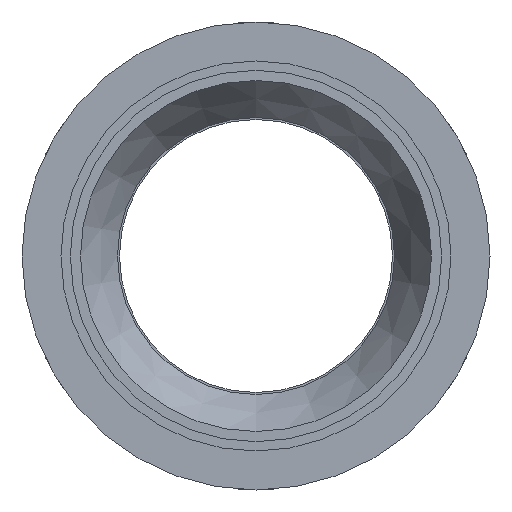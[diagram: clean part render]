
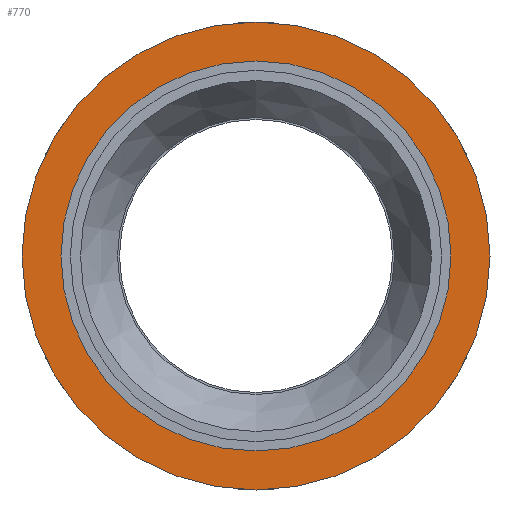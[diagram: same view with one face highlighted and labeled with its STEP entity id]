
A CAD part, front view. The second image highlights one B-rep face of the part: STEP entity #770.
In plain terms, the highlighted planar face has unit normal (0, -1, 0).
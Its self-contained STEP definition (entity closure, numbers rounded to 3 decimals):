
#54 = EDGE_LOOP ( 'NONE', ( #711 ) ) ;
#56 = DIRECTION ( 'NONE',  ( 0., 0., -1. ) ) ;
#73 = PLANE ( 'NONE',  #511 ) ;
#220 = EDGE_CURVE ( 'NONE', #835, #835, #1203, .T. ) ;
#227 = AXIS2_PLACEMENT_3D ( 'NONE', #731, #933, #56 ) ;
#243 = VERTEX_POINT ( 'NONE', #351 ) ;
#351 = CARTESIAN_POINT ( 'NONE',  ( 0., -9.05, -30. ) ) ;
#511 = AXIS2_PLACEMENT_3D ( 'NONE', #667, #1044, #1255 ) ;
#536 = CARTESIAN_POINT ( 'NONE',  ( 0., -9.05, -23.8 ) ) ;
#667 = CARTESIAN_POINT ( 'NONE',  ( -30., -9.05, 0. ) ) ;
#677 = DIRECTION ( 'NONE',  ( 0., -1., 0. ) ) ;
#678 = FACE_OUTER_BOUND ( 'NONE', #54, .T. ) ;
#711 = ORIENTED_EDGE ( 'NONE', *, *, #1262, .T. ) ;
#731 = CARTESIAN_POINT ( 'NONE',  ( 0., -9.05, 0. ) ) ;
#770 = ADVANCED_FACE ( 'NONE', ( #969, #678 ), #73, .F. ) ;
#778 = CIRCLE ( 'NONE', #1045, 30. ) ;
#789 = ORIENTED_EDGE ( 'NONE', *, *, #220, .F. ) ;
#798 = EDGE_LOOP ( 'NONE', ( #789 ) ) ;
#835 = VERTEX_POINT ( 'NONE', #536 ) ;
#933 = DIRECTION ( 'NONE',  ( 0., -1., 0. ) ) ;
#969 = FACE_BOUND ( 'NONE', #798, .T. ) ;
#1042 = DIRECTION ( 'NONE',  ( 0., 0., -1. ) ) ;
#1044 = DIRECTION ( 'NONE',  ( 0., 1., 0. ) ) ;
#1045 = AXIS2_PLACEMENT_3D ( 'NONE', #1139, #677, #1042 ) ;
#1139 = CARTESIAN_POINT ( 'NONE',  ( 0., -9.05, 0. ) ) ;
#1203 = CIRCLE ( 'NONE', #227, 23.8 ) ;
#1255 = DIRECTION ( 'NONE',  ( 0., 0., 1. ) ) ;
#1262 = EDGE_CURVE ( 'NONE', #243, #243, #778, .T. ) ;
